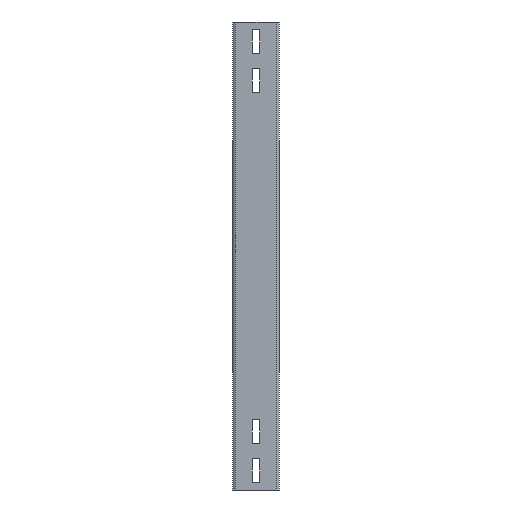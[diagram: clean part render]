
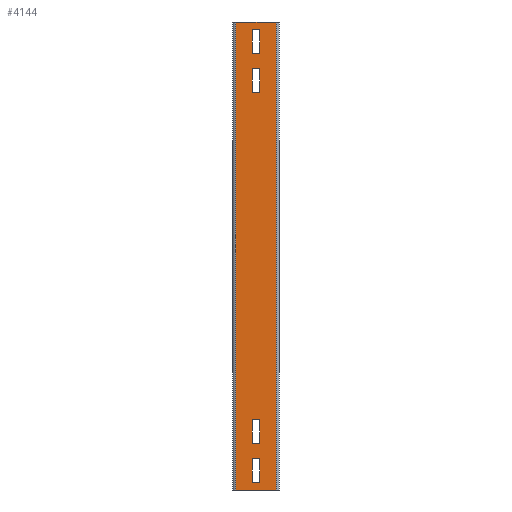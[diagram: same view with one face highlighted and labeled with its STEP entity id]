
A CAD part, left-side view. The second image highlights one B-rep face of the part: STEP entity #4144.
In plain terms, the highlighted face is planar.
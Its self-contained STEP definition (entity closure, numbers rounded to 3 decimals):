
#67=FACE_BOUND('',#612,.T.);
#68=FACE_BOUND('',#613,.T.);
#69=FACE_BOUND('',#614,.T.);
#70=FACE_BOUND('',#615,.T.);
#356=FACE_OUTER_BOUND('',#611,.T.);
#611=EDGE_LOOP('',(#3206,#3207,#3208,#3209));
#612=EDGE_LOOP('',(#3210,#3211,#3212,#3213));
#613=EDGE_LOOP('',(#3214,#3215,#3216,#3217));
#614=EDGE_LOOP('',(#3218,#3219,#3220,#3221));
#615=EDGE_LOOP('',(#3222,#3223,#3224,#3225));
#894=LINE('',#6297,#1375);
#898=LINE('',#6304,#1379);
#901=LINE('',#6310,#1382);
#903=LINE('',#6313,#1384);
#906=LINE('',#6321,#1387);
#910=LINE('',#6328,#1391);
#913=LINE('',#6334,#1394);
#915=LINE('',#6337,#1396);
#918=LINE('',#6345,#1399);
#921=LINE('',#6351,#1402);
#924=LINE('',#6357,#1405);
#927=LINE('',#6361,#1408);
#930=LINE('',#6369,#1411);
#933=LINE('',#6375,#1414);
#936=LINE('',#6381,#1417);
#939=LINE('',#6385,#1420);
#962=LINE('',#6441,#1443);
#971=LINE('',#6463,#1452);
#973=LINE('',#6469,#1454);
#981=LINE('',#6490,#1462);
#1375=VECTOR('',#5123,10.);
#1379=VECTOR('',#5129,10.);
#1382=VECTOR('',#5134,10.);
#1384=VECTOR('',#5138,10.);
#1387=VECTOR('',#5143,10.);
#1391=VECTOR('',#5149,10.);
#1394=VECTOR('',#5154,10.);
#1396=VECTOR('',#5158,10.);
#1399=VECTOR('',#5163,10.);
#1402=VECTOR('',#5168,10.);
#1405=VECTOR('',#5173,10.);
#1408=VECTOR('',#5178,10.);
#1411=VECTOR('',#5183,10.);
#1414=VECTOR('',#5188,10.);
#1417=VECTOR('',#5193,10.);
#1420=VECTOR('',#5198,10.);
#1443=VECTOR('',#5251,10.);
#1452=VECTOR('',#5276,10.);
#1454=VECTOR('',#5284,10.);
#1462=VECTOR('',#5306,10.);
#1847=VERTEX_POINT('',#6294);
#1848=VERTEX_POINT('',#6296);
#1850=VERTEX_POINT('',#6302);
#1852=VERTEX_POINT('',#6308);
#1855=VERTEX_POINT('',#6318);
#1856=VERTEX_POINT('',#6320);
#1858=VERTEX_POINT('',#6326);
#1860=VERTEX_POINT('',#6332);
#1863=VERTEX_POINT('',#6342);
#1864=VERTEX_POINT('',#6344);
#1866=VERTEX_POINT('',#6350);
#1868=VERTEX_POINT('',#6356);
#1871=VERTEX_POINT('',#6366);
#1872=VERTEX_POINT('',#6368);
#1874=VERTEX_POINT('',#6374);
#1876=VERTEX_POINT('',#6380);
#1893=VERTEX_POINT('',#6438);
#1894=VERTEX_POINT('',#6440);
#1899=VERTEX_POINT('',#6462);
#1900=VERTEX_POINT('',#6468);
#2270=EDGE_CURVE('',#1848,#1847,#894,.T.);
#2274=EDGE_CURVE('',#1847,#1850,#898,.T.);
#2277=EDGE_CURVE('',#1850,#1852,#901,.T.);
#2279=EDGE_CURVE('',#1852,#1848,#903,.T.);
#2282=EDGE_CURVE('',#1856,#1855,#906,.T.);
#2286=EDGE_CURVE('',#1855,#1858,#910,.T.);
#2289=EDGE_CURVE('',#1858,#1860,#913,.T.);
#2291=EDGE_CURVE('',#1860,#1856,#915,.T.);
#2294=EDGE_CURVE('',#1864,#1863,#918,.T.);
#2297=EDGE_CURVE('',#1866,#1864,#921,.T.);
#2300=EDGE_CURVE('',#1868,#1866,#924,.T.);
#2303=EDGE_CURVE('',#1863,#1868,#927,.T.);
#2306=EDGE_CURVE('',#1872,#1871,#930,.T.);
#2309=EDGE_CURVE('',#1874,#1872,#933,.T.);
#2312=EDGE_CURVE('',#1876,#1874,#936,.T.);
#2315=EDGE_CURVE('',#1871,#1876,#939,.T.);
#2343=EDGE_CURVE('',#1893,#1894,#962,.T.);
#2354=EDGE_CURVE('',#1899,#1894,#971,.T.);
#2357=EDGE_CURVE('',#1900,#1899,#973,.T.);
#2368=EDGE_CURVE('',#1900,#1893,#981,.T.);
#3206=ORIENTED_EDGE('',*,*,#2343,.F.);
#3207=ORIENTED_EDGE('',*,*,#2368,.F.);
#3208=ORIENTED_EDGE('',*,*,#2357,.T.);
#3209=ORIENTED_EDGE('',*,*,#2354,.T.);
#3210=ORIENTED_EDGE('',*,*,#2270,.T.);
#3211=ORIENTED_EDGE('',*,*,#2274,.T.);
#3212=ORIENTED_EDGE('',*,*,#2277,.T.);
#3213=ORIENTED_EDGE('',*,*,#2279,.T.);
#3214=ORIENTED_EDGE('',*,*,#2282,.T.);
#3215=ORIENTED_EDGE('',*,*,#2286,.T.);
#3216=ORIENTED_EDGE('',*,*,#2289,.T.);
#3217=ORIENTED_EDGE('',*,*,#2291,.T.);
#3218=ORIENTED_EDGE('',*,*,#2294,.T.);
#3219=ORIENTED_EDGE('',*,*,#2303,.T.);
#3220=ORIENTED_EDGE('',*,*,#2300,.T.);
#3221=ORIENTED_EDGE('',*,*,#2297,.T.);
#3222=ORIENTED_EDGE('',*,*,#2306,.T.);
#3223=ORIENTED_EDGE('',*,*,#2315,.T.);
#3224=ORIENTED_EDGE('',*,*,#2312,.T.);
#3225=ORIENTED_EDGE('',*,*,#2309,.T.);
#3918=PLANE('',#4551);
#4144=ADVANCED_FACE('',(#356,#67,#68,#69,#70),#3918,.F.);
#4551=AXIS2_PLACEMENT_3D('',#6491,#5307,#5308);
#5123=DIRECTION('',(0.,0.,-1.));
#5129=DIRECTION('',(0.,-1.,0.));
#5134=DIRECTION('',(0.,0.,1.));
#5138=DIRECTION('',(0.,1.,0.));
#5143=DIRECTION('',(0.,0.,-1.));
#5149=DIRECTION('',(0.,-1.,0.));
#5154=DIRECTION('',(0.,0.,1.));
#5158=DIRECTION('',(0.,1.,0.));
#5163=DIRECTION('',(0.,0.,-1.));
#5168=DIRECTION('',(0.,1.,0.));
#5173=DIRECTION('',(0.,0.,1.));
#5178=DIRECTION('',(0.,-1.,0.));
#5183=DIRECTION('',(0.,0.,-1.));
#5188=DIRECTION('',(0.,1.,0.));
#5193=DIRECTION('',(0.,0.,1.));
#5198=DIRECTION('',(0.,-1.,0.));
#5251=DIRECTION('',(0.,0.,-1.));
#5276=DIRECTION('',(0.,1.,0.));
#5284=DIRECTION('',(0.,0.,-1.));
#5306=DIRECTION('',(0.,1.,0.));
#5307=DIRECTION('center_axis',(-1.,0.,0.));
#5308=DIRECTION('ref_axis',(0.,0.,
1.));
#6294=CARTESIAN_POINT('',(31.,34.5,60.));
#6296=CARTESIAN_POINT('',(31.,34.5,90.));
#6297=CARTESIAN_POINT('',(31.,34.5,180.));
#6302=CARTESIAN_POINT('',(31.,25.5,60.));
#6304=CARTESIAN_POINT('',(31.,24.381,60.));
#6308=CARTESIAN_POINT('',(31.,25.5,90.));
#6310=CARTESIAN_POINT('',(31.,25.5,195.));
#6313=CARTESIAN_POINT('',(31.,28.881,90.));
#6318=CARTESIAN_POINT('',(31.,34.5,10.));
#6320=CARTESIAN_POINT('',(31.,34.5,40.));
#6321=CARTESIAN_POINT('',(31.,34.5,155.));
#6326=CARTESIAN_POINT('',(31.,25.5,10.));
#6328=CARTESIAN_POINT('',(31.,24.381,10.));
#6332=CARTESIAN_POINT('',(31.,25.5,40.));
#6334=CARTESIAN_POINT('',(31.,25.5,170.));
#6337=CARTESIAN_POINT('',(31.,28.881,40.));
#6342=CARTESIAN_POINT('',(31.,34.5,510.));
#6344=CARTESIAN_POINT('',(31.,34.5,540.));
#6345=CARTESIAN_POINT('',(31.,34.5,420.));
#6350=CARTESIAN_POINT('',(31.,25.5,540.));
#6351=CARTESIAN_POINT('',(31.,24.381,540.));
#6356=CARTESIAN_POINT('',(31.,25.5,510.));
#6357=CARTESIAN_POINT('',(31.,25.5,405.));
#6361=CARTESIAN_POINT('',(31.,28.881,510.));
#6366=CARTESIAN_POINT('',(31.,34.5,560.));
#6368=CARTESIAN_POINT('',(31.,34.5,590.));
#6369=CARTESIAN_POINT('',(31.,34.5,445.));
#6374=CARTESIAN_POINT('',(31.,25.5,590.));
#6375=CARTESIAN_POINT('',(31.,24.381,590.));
#6380=CARTESIAN_POINT('',(31.,25.5,560.));
#6381=CARTESIAN_POINT('',(31.,25.5,430.));
#6385=CARTESIAN_POINT('',(31.,28.881,560.));
#6438=CARTESIAN_POINT('',(31.,56.,600.));
#6440=CARTESIAN_POINT('',(31.,56.,0.));
#6441=CARTESIAN_POINT('',(31.,56.,300.));
#6462=CARTESIAN_POINT('',(31.,4.,0.));
#6463=CARTESIAN_POINT('',(31.,-27.524,0.));
#6468=CARTESIAN_POINT('',(31.,4.,600.));
#6469=CARTESIAN_POINT('',(31.,4.,300.));
#6490=CARTESIAN_POINT('',(31.,-27.524,600.));
#6491=CARTESIAN_POINT('Origin',(31.,23.262,300.));
